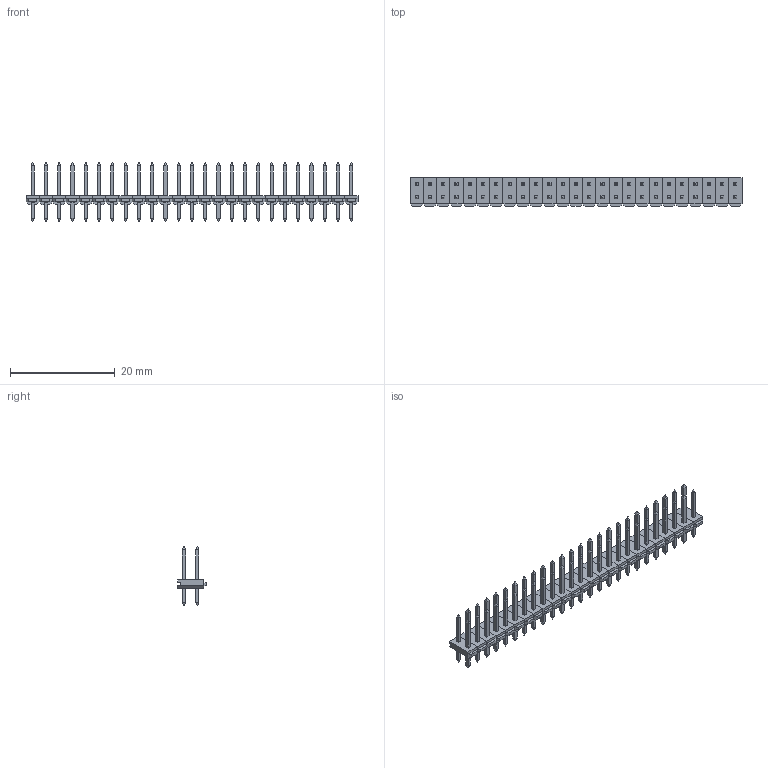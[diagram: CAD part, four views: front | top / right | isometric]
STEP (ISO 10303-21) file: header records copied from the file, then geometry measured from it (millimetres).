
FILE_DESCRIPTION((''),'2;1');
FILE_NAME('COMATEL_389.0358.1.50.400.stp','2010-03-30T15:23:51',(''),(''),'Mechanical Desktop 2010','Mechanical Desktop 2010',', , ');
FILE_SCHEMA(('AUTOMOTIVE_DESIGN { 1 2 10303 214 1 1 1 1 }'));
Length unit declared in the file: millimetre
Products named in the file (1): Product
Bounding box: 63.5 x 5.5 x 11.2 mm (x, y, z)
Volume: 640.5 mm3; surface area: 2607.1 mm2
Topology: 150 solids, 150 shells, 1550 faces, 3350 edges, 2100 vertices
Faces by surface type: plane 1550
Entity records: 40557 total; most frequent: CARTESIAN_POINT 7001, ORIENTED_EDGE 6700, DIRECTION 6452, VECTOR 3350, LINE 3350, EDGE_CURVE 3350, VERTEX_POINT 2100, AXIS2_PLACEMENT_3D 1551
